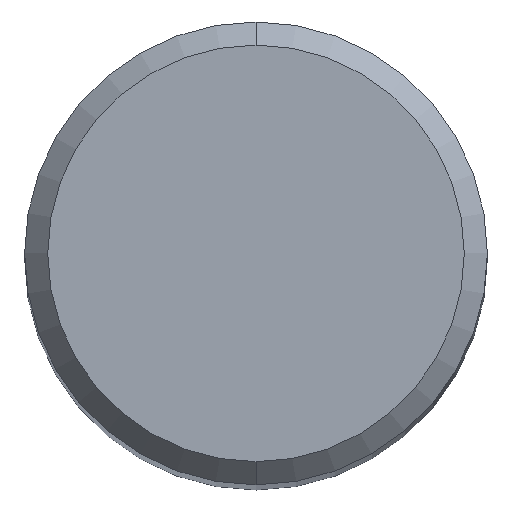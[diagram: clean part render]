
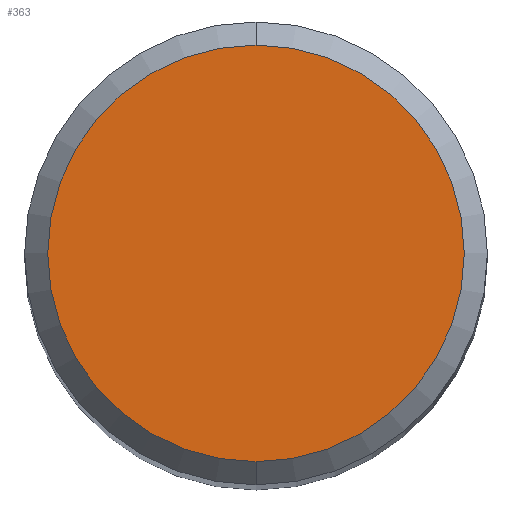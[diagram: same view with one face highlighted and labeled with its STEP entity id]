
A CAD part, top view. The second image highlights one B-rep face of the part: STEP entity #363.
In plain terms, the highlighted planar face has unit normal (0, 0, 1).
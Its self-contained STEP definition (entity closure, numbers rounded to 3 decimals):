
#271=EDGE_CURVE('',#323,#337,#587,.T.);
#323=VERTEX_POINT('',#642);
#337=VERTEX_POINT('',#659);
#363=ADVANCED_FACE('',(#688),#689,.T.);
#423=EDGE_CURVE('',#337,#323,#754,.T.);
#587=CIRCLE('',#1068,3.6);
#642=CARTESIAN_POINT('',(0.,-3.6,0.0));
#659=CARTESIAN_POINT('',(0.0,3.6,0.0));
#688=FACE_OUTER_BOUND('',#1280,.T.);
#689=PLANE('',#1281);
#754=CIRCLE('',#1399,3.6);
#1068=AXIS2_PLACEMENT_3D('',#1582,#1583,#1584);
#1280=EDGE_LOOP('',(#1690,#1691));
#1281=AXIS2_PLACEMENT_3D('',#1692,#1693,#1694);
#1399=AXIS2_PLACEMENT_3D('',#1753,#1754,#1755);
#1582=CARTESIAN_POINT('',(0.0,0.0,0.0));
#1583=DIRECTION('',(0.0,0.0,-1.0));
#1584=DIRECTION('',(0.0,1.0,0.0));
#1690=ORIENTED_EDGE('',*,*,#423,.F.);
#1691=ORIENTED_EDGE('',*,*,#271,.F.);
#1692=CARTESIAN_POINT('',(0.0,1.8,0.0));
#1693=DIRECTION('',(-0.0,0.0,1.0));
#1694=DIRECTION('',(0.0,-1.0,0.0));
#1753=CARTESIAN_POINT('',(0.0,0.0,0.0));
#1754=DIRECTION('',(0.0,0.0,-1.0));
#1755=DIRECTION('',(0.0,1.0,0.0));
